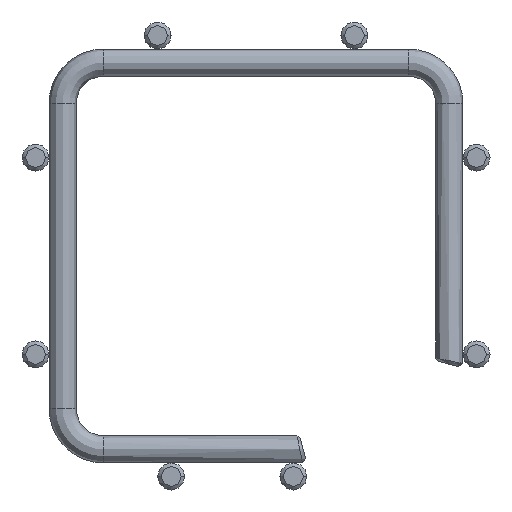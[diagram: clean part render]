
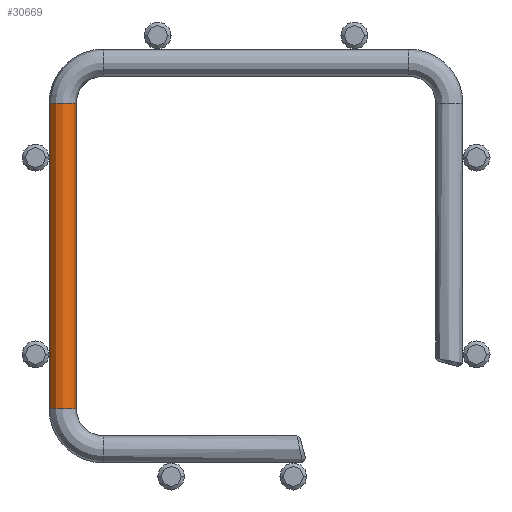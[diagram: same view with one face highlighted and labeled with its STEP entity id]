
A CAD part, front view. The second image highlights one B-rep face of the part: STEP entity #30669.
In plain terms, the highlighted cylindrical face has radius 2 mm (diameter 4 mm), a partial arc.
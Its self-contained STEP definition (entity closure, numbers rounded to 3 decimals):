
#30039=DIRECTION('',(0.,0.,1.));
#30040=VECTOR('',#30039,45.);
#30041=CARTESIAN_POINT('',(-26.5,-3002.,-53.));
#30042=LINE('',#30041,#30040);
#30121=CARTESIAN_POINT('',(-28.5,-3002.,-53.));
#30122=DIRECTION('',(0.,0.,1.));
#30123=DIRECTION('',(-1.,0.,0.));
#30124=AXIS2_PLACEMENT_3D('',#30121,#30122,#30123);
#30126=DIRECTION('',(0.,0.,1.));
#30127=VECTOR('',#30126,45.);
#30128=CARTESIAN_POINT('',(-30.5,-3002.,-53.));
#30129=LINE('',#30128,#30127);
#30130=CARTESIAN_POINT('',(-28.5,-3002.,-8.));
#30131=DIRECTION('',(0.,0.,1.));
#30132=DIRECTION('',(-1.,0.,0.));
#30133=AXIS2_PLACEMENT_3D('',#30130,#30131,#30132);
#30315=CARTESIAN_POINT('',(-26.5,-3002.,-53.));
#30316=CARTESIAN_POINT('',(-30.5,-3002.,-53.));
#30317=VERTEX_POINT('',#30315);
#30318=VERTEX_POINT('',#30316);
#30319=CARTESIAN_POINT('',(-26.5,-3002.,-8.));
#30320=CARTESIAN_POINT('',(-30.5,-3002.,-8.));
#30321=VERTEX_POINT('',#30319);
#30322=VERTEX_POINT('',#30320);
#30657=CARTESIAN_POINT('',(-28.5,-3002.,-53.));
#30658=DIRECTION('',(0.,0.,1.));
#30659=DIRECTION('',(1.,0.,0.));
#30660=AXIS2_PLACEMENT_3D('',#30657,#30658,#30659);
#30661=CYLINDRICAL_SURFACE('',#30660,2.);
#30662=ORIENTED_EDGE('',*,*,#30651,.F.);
#30663=ORIENTED_EDGE('',*,*,#30399,.T.);
#30665=ORIENTED_EDGE('',*,*,#30664,.T.);
#30666=ORIENTED_EDGE('',*,*,#30396,.F.);
#30667=EDGE_LOOP('',(#30662,#30663,#30665,#30666));
#30668=FACE_OUTER_BOUND('',#30667,.F.);
#30669=ADVANCED_FACE('',(#30668),#30661,.T.);
#30125=CIRCLE('',#30124,2.);
#30134=CIRCLE('',#30133,2.);
#30396=EDGE_CURVE('',#30317,#30321,#30042,.T.);
#30399=EDGE_CURVE('',#30318,#30322,#30129,.T.);
#30651=EDGE_CURVE('',#30318,#30317,#30125,.T.);
#30664=EDGE_CURVE('',#30322,#30321,#30134,.T.);
